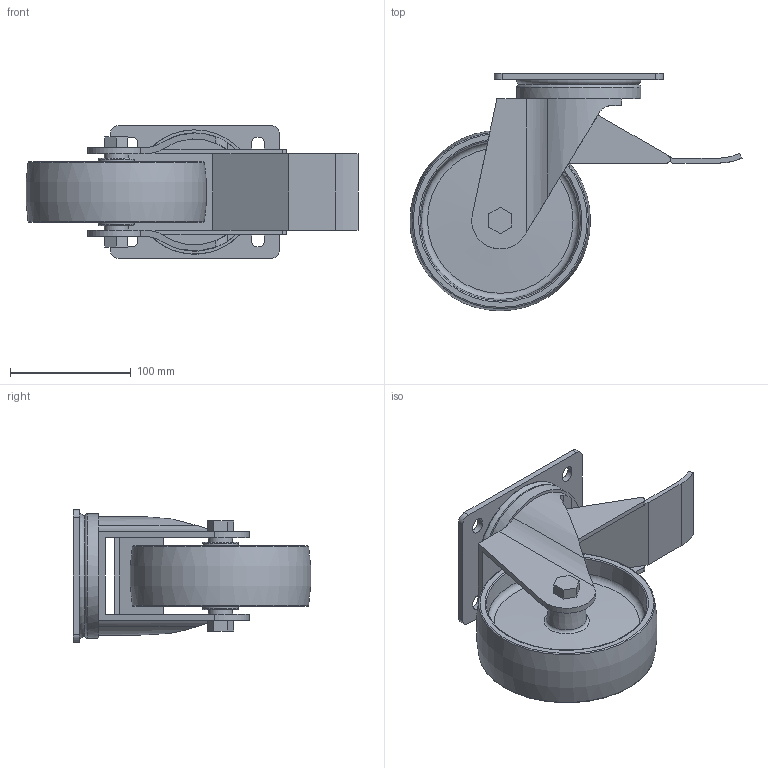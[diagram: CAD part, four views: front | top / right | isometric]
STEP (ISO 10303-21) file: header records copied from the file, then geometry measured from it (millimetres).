
FILE_DESCRIPTION(/* description */ ('STEP AP203'),/* implementation_level */ '2;1');
FILE_NAME(/* name */ 'K1771.1505020',/* time_stamp */ '2025-06-24T16:19:03+02:00',/* author */ ('License CC BY-ND 4.0'),/* organization */ ('CADENAS'),/* preprocessor_version */ 'ST-DEVELOPER v19.3',/* originating_system */ 'PARTsolutions',/* authorisation */ ' ');
FILE_SCHEMA (('CONFIG_CONTROL_DESIGN'));
Length unit declared in the file: millimetre
Products named in the file (1): K1771.1505020
Bounding box: 275.12 x 196.78 x 110 mm (x, y, z)
Volume: 789601.8 mm3; surface area: 183387.2 mm2
Topology: 1 solids, 1 shells, 111 faces, 291 edges, 188 vertices
Faces by surface type: plane 60, cylinder 32, torus 13, cone 6
Full cylindrical faces by diameter (mm): 20.02 x2, 103.04 x2
Entity records: 3359 total; most frequent: CARTESIAN_POINT 589, DIRECTION 580, ORIENTED_EDGE 534, EDGE_CURVE 267, AXIS2_PLACEMENT_3D 205, VERTEX_POINT 187, LINE 170, VECTOR 170
